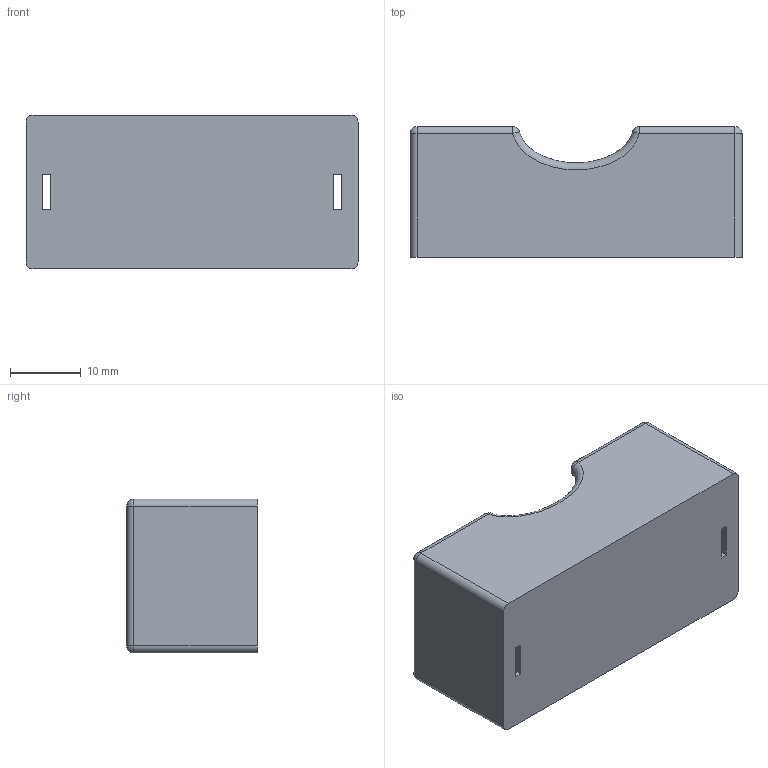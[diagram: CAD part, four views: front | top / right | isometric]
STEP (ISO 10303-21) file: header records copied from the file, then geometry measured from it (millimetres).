
FILE_DESCRIPTION (( 'STEP AP214' ), '1' );
FILE_NAME ('16340萇喀碟.STEP', '2019-12-04T12:41:57', ( 'ENG' ), ( 'Microsoft' ), 'SwSTEP 2.0', 'SolidWorks 2019', '' );
FILE_SCHEMA (( 'AUTOMOTIVE_DESIGN' ));
Length unit declared in the file: millimetre
Products named in the file (1): 16340萇喀碟
Bounding box: 47 x 18.5 x 21.8 mm (x, y, z)
Volume: 7231.9 mm3; surface area: 6449.6 mm2
Topology: 1 solids, 1 shells, 104 faces, 272 edges, 152 vertices
Faces by surface type: plane 46, cylinder 36, sphere 16, bspline 6
Entity records: 3736 total; most frequent: CARTESIAN_POINT 1275, ORIENTED_EDGE 512, DIRECTION 502, EDGE_CURVE 256, VECTOR 176, LINE 176, AXIS2_PLACEMENT_3D 163, VERTEX_POINT 152
